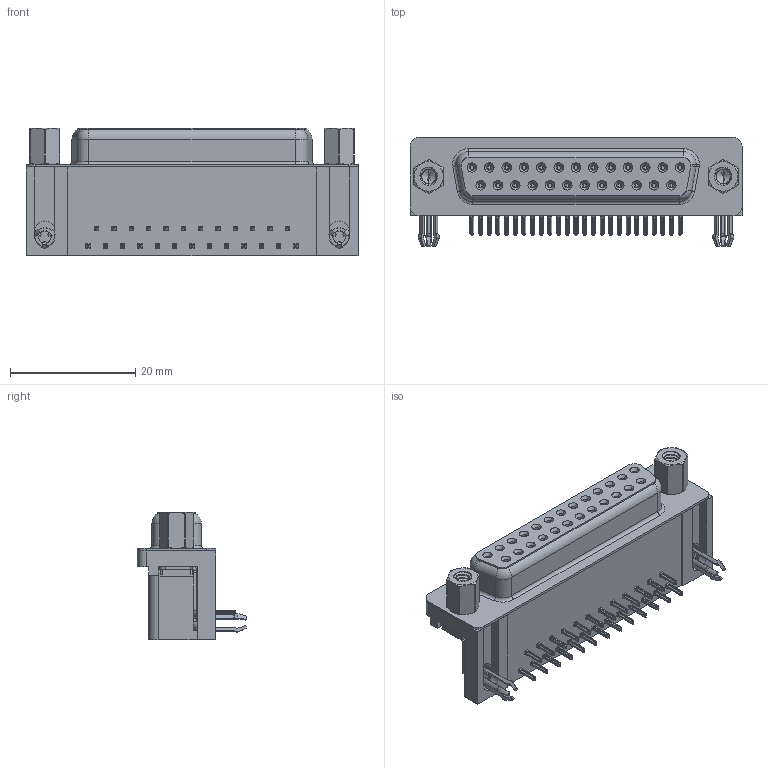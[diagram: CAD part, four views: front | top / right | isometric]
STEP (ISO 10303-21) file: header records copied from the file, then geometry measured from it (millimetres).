
FILE_DESCRIPTION (( 'STEP AP203' ), '1' );
FILE_NAME ('630-025-640-043.STEP', '2021-09-22T14:11:10', ( '' ), ( '' ), 'SwSTEP 2.0', 'SolidWorks 2020', '' );
FILE_SCHEMA (( 'CONFIG_CONTROL_DESIGN' ));
Length unit declared in the file: millimetre
Products named in the file (8): 630 3 Prong Board Lock; 630 Contact Bottom; 630 4-40 Hex Standoff 5; 630 Contact Top; 630 Shell_25 Socket; 630 4-40 Threaded Rivet; 630 Housing_25 Socket; 630-025-640-043
Assembly tree (33 placements, depth 2):
  630-025-640-043
    630 Housing_25 Socket
    630 Shell_25 Socket
    630 Contact Bottom  x12
    630 Contact Top  x13
    630 3 Prong Board Lock  x2
    630 4-40 Threaded Rivet  x2
    630 4-40 Hex Standoff 5  x2
Bounding box: 53.04 x 17.48 x 20.4 mm (x, y, z)
Volume: 8814.4 mm3; surface area: 10648.8 mm2
Topology: 33 solids, 33 shells, 4080 faces, 10760 edges, 6766 vertices
Faces by surface type: plane 1782, cylinder 998, bspline 870, cone 368, torus 62
Entity records: 37433 total; most frequent: CARTESIAN_POINT 13245, ORIENTED_EDGE 4864, DIRECTION 4437, EDGE_CURVE 2432, VERTEX_POINT 1559, LINE 1495, VECTOR 1495, AXIS2_PLACEMENT_3D 1471
